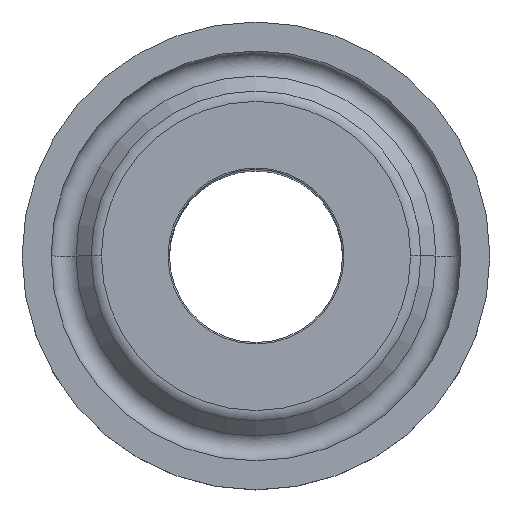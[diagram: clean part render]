
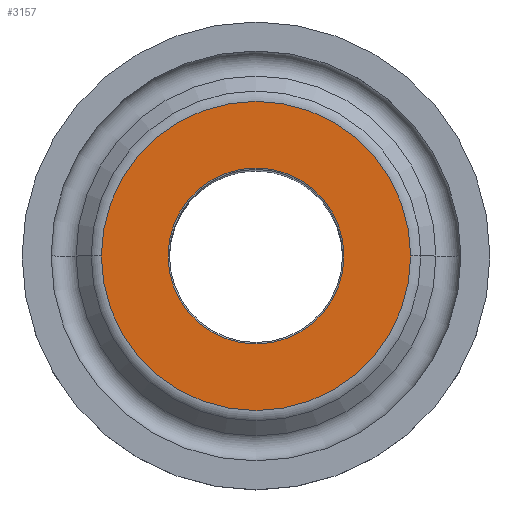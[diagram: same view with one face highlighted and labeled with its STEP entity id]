
A CAD part, top view. The second image highlights one B-rep face of the part: STEP entity #3157.
In plain terms, the highlighted planar face has unit normal (0, 0, 1).
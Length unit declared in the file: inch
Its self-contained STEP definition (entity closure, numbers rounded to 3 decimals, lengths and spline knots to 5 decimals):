
#44 = ORIENTED_EDGE ( 'NONE', *, *, #7055, .F. ) ;
#267 = CARTESIAN_POINT ( 'NONE',  ( 0., 0., -0.035 ) ) ;
#322 = CARTESIAN_POINT ( 'NONE',  ( 0.185, 0., -0.035 ) ) ;
#389 = AXIS2_PLACEMENT_3D ( 'NONE', #7319, #4410, #3782 ) ;
#410 = CARTESIAN_POINT ( 'NONE',  ( 0., 0., -0.035 ) ) ;
#545 = ORIENTED_EDGE ( 'NONE', *, *, #6218, .F. ) ;
#634 = VERTEX_POINT ( 'NONE', #3533 ) ;
#658 = AXIS2_PLACEMENT_3D ( 'NONE', #267, #2023, #3276 ) ;
#840 = EDGE_CURVE ( 'NONE', #2407, #4561, #4785, .T. ) ;
#954 = CIRCLE ( 'NONE', #3596, 0.185 ) ;
#1064 = CARTESIAN_POINT ( 'NONE',  ( -0.32524, 0., -0.035 ) ) ;
#1127 = DIRECTION ( 'NONE',  ( 1., 0., 0. ) ) ;
#1165 = CIRCLE ( 'NONE', #658, 0.32524 ) ;
#1416 = CARTESIAN_POINT ( 'NONE',  ( 0., 0., -0.035 ) ) ;
#1515 = DIRECTION ( 'NONE',  ( 0., 0., 1. ) ) ;
#1722 = DIRECTION ( 'NONE',  ( 0., 0., 1. ) ) ;
#2023 = DIRECTION ( 'NONE',  ( 0., 0., 1. ) ) ;
#2383 = CARTESIAN_POINT ( 'NONE',  ( 0., 0., -0.035 ) ) ;
#2407 = VERTEX_POINT ( 'NONE', #1064 ) ;
#2518 = FACE_BOUND ( 'NONE', #6077, .T. ) ;
#3157 = ADVANCED_FACE ( 'NONE', ( #2518, #5620 ), #4959, .F. ) ;
#3276 = DIRECTION ( 'NONE',  ( 1., 0., 0. ) ) ;
#3375 = AXIS2_PLACEMENT_3D ( 'NONE', #1416, #1515, #5128 ) ;
#3421 = DIRECTION ( 'NONE',  ( 0., 0., 1. ) ) ;
#3533 = CARTESIAN_POINT ( 'NONE',  ( -0.185, 0., -0.035 ) ) ;
#3596 = AXIS2_PLACEMENT_3D ( 'NONE', #2383, #1722, #1127 ) ;
#3677 = ORIENTED_EDGE ( 'NONE', *, *, #840, .T. ) ;
#3782 = DIRECTION ( 'NONE',  ( -1., 0., 0. ) ) ;
#3964 = DIRECTION ( 'NONE',  ( 1., 0., 0. ) ) ;
#4102 = ORIENTED_EDGE ( 'NONE', *, *, #6535, .T. ) ;
#4266 = CIRCLE ( 'NONE', #7670, 0.185 ) ;
#4410 = DIRECTION ( 'NONE',  ( 0., 0., -1. ) ) ;
#4561 = VERTEX_POINT ( 'NONE', #5433 ) ;
#4580 = EDGE_LOOP ( 'NONE', ( #4102, #3677 ) ) ;
#4785 = CIRCLE ( 'NONE', #3375, 0.32524 ) ;
#4959 = PLANE ( 'NONE',  #389 ) ;
#5128 = DIRECTION ( 'NONE',  ( 1., 0., 0. ) ) ;
#5433 = CARTESIAN_POINT ( 'NONE',  ( 0.32524, 0., -0.035 ) ) ;
#5620 = FACE_OUTER_BOUND ( 'NONE', #4580, .T. ) ;
#6077 = EDGE_LOOP ( 'NONE', ( #44, #545 ) ) ;
#6218 = EDGE_CURVE ( 'NONE', #634, #6744, #4266, .T. ) ;
#6535 = EDGE_CURVE ( 'NONE', #4561, #2407, #1165, .T. ) ;
#6744 = VERTEX_POINT ( 'NONE', #322 ) ;
#7055 = EDGE_CURVE ( 'NONE', #6744, #634, #954, .T. ) ;
#7319 = CARTESIAN_POINT ( 'NONE',  ( 0., 0.185, -0.035 ) ) ;
#7670 = AXIS2_PLACEMENT_3D ( 'NONE', #410, #3421, #3964 ) ;
